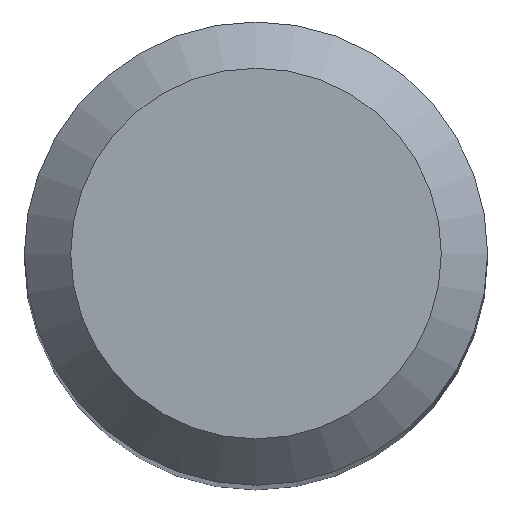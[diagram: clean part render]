
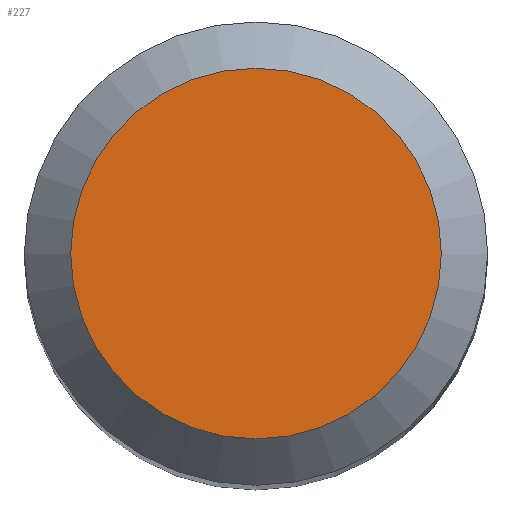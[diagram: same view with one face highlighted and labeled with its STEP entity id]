
A CAD part, top view. The second image highlights one B-rep face of the part: STEP entity #227.
In plain terms, the highlighted planar face has unit normal (0, 0, 1).
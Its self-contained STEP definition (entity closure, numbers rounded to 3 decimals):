
#15 = DIRECTION ( 'NONE',  ( 0., 0., -1. ) ) ;
#16 = PLANE ( 'NONE',  #71 ) ;
#63 = DIRECTION ( 'NONE',  ( 0., 0., -1. ) ) ;
#70 = CARTESIAN_POINT ( 'NONE',  ( 0., 0., 63. ) ) ;
#71 = AXIS2_PLACEMENT_3D ( 'NONE', #70, #63, #192 ) ;
#83 = CIRCLE ( 'NONE', #119, 3.2 ) ;
#92 = DIRECTION ( 'NONE',  ( 0., 1., 0. ) ) ;
#93 = CARTESIAN_POINT ( 'NONE',  ( 0., 3.2, 63. ) ) ;
#119 = AXIS2_PLACEMENT_3D ( 'NONE', #218, #15, #92 ) ;
#128 = EDGE_CURVE ( 'NONE', #151, #151, #83, .T. ) ;
#134 = ORIENTED_EDGE ( 'NONE', *, *, #128, .F. ) ;
#151 = VERTEX_POINT ( 'NONE', #93 ) ;
#188 = FACE_OUTER_BOUND ( 'NONE', #196, .T. ) ;
#192 = DIRECTION ( 'NONE',  ( 0., 1., 0. ) ) ;
#196 = EDGE_LOOP ( 'NONE', ( #134 ) ) ;
#218 = CARTESIAN_POINT ( 'NONE',  ( 0., 0., 63. ) ) ;
#227 = ADVANCED_FACE ( 'NONE', ( #188 ), #16, .F. ) ;
